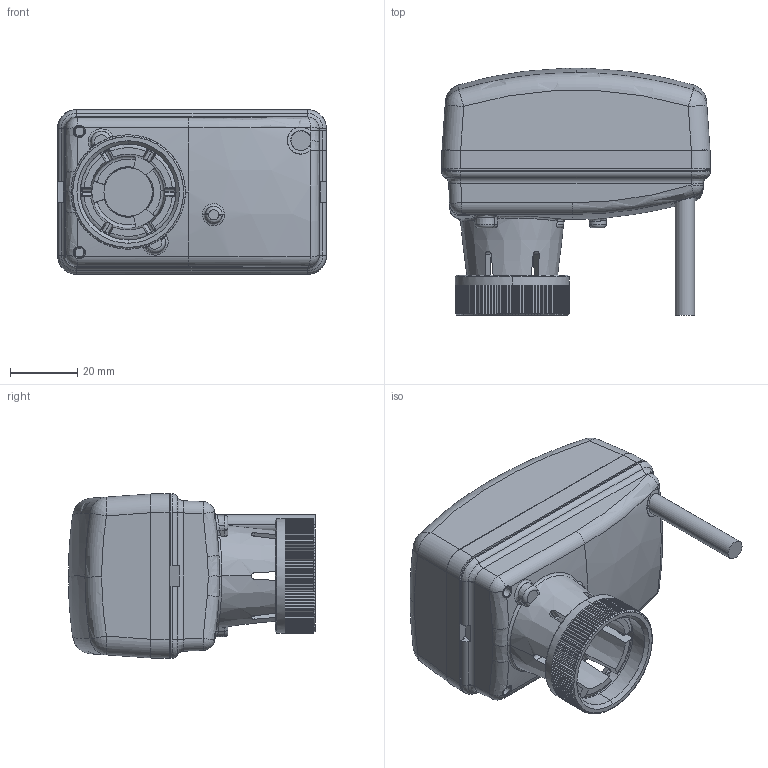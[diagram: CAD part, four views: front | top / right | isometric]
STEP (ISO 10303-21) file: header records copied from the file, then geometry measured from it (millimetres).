
FILE_DESCRIPTION(('CATIA V5 STEP Exchange','CAx-IF Rec.Pracs.--- Model Styling and Organization---1.4--- 2014-01-23','CAx-IF Rec.Pracs.---3D Tessellated Data Validation Properties---0.5---2014-09-14'),'2;1');
FILE_NAME('STEP_145013_-_TST.stp','2021-01-05T13:33:11+00:00',('none'),('none'),'CATIA Version 5-6 Release 2019 SP3','CATIA V5 STEP AP242 v1','none');
FILE_SCHEMA(('AP242_MANAGED_MODEL_BASED_3D_ENGINEERING_MIM_LF {1 0 10303 442 1 1 4}'));
Length unit declared in the file: millimetre
Products named in the file (1): 145013 - TST
Bounding box: 80 x 73.51 x 49 mm (x, y, z)
Volume: 158459.3 mm3; surface area: 24644.7 mm2
Topology: 1 solids, 1 shells, 755 faces, 2115 edges, 1351 vertices
Faces by surface type: plane 441, cylinder 107, bspline 78, torus 64, cone 41, sphere 23, extrusion 1
Entity records: 29772 total; most frequent: CARTESIAN_POINT 12514, ORIENTED_EDGE 4228, DIRECTION 2576, EDGE_CURVE 2114, VERTEX_POINT 1351, AXIS2_PLACEMENT_3D 1053, VECTOR 863, LINE 862
